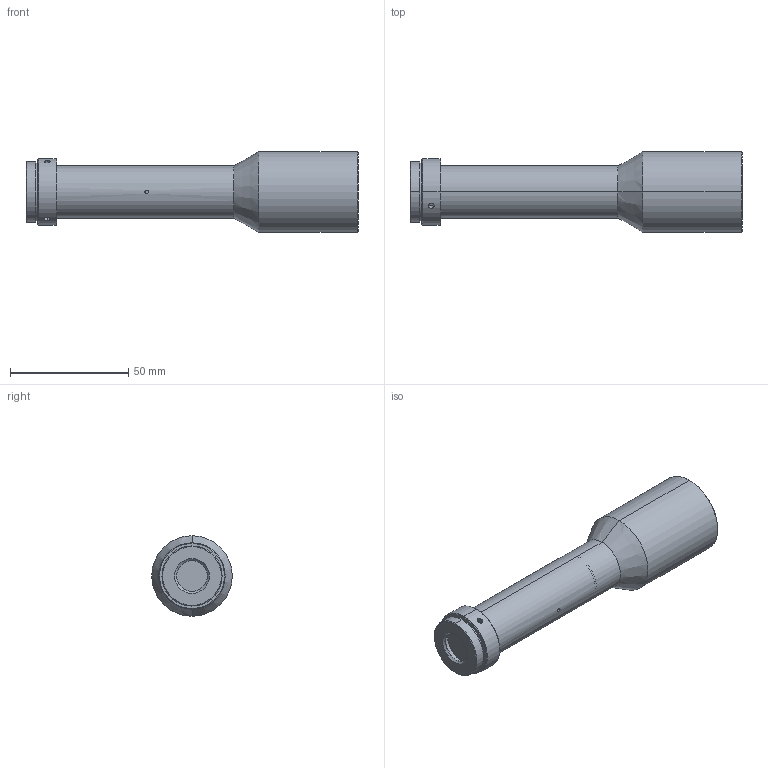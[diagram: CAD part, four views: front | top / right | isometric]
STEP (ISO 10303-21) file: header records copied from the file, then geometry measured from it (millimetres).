
FILE_DESCRIPTION (( 'STEP AP203' ), '1' );
FILE_NAME ('WWH05-110AT.STEP', '2019-12-03T02:56:58', ( 'Windows 蚚誧' ), ( '' ), 'SwSTEP 2.0', 'SolidWorks 2017', '' );
FILE_SCHEMA (( 'CONFIG_CONTROL_DESIGN' ));
Length unit declared in the file: millimetre
Products named in the file (1): WWH05-110AT
Bounding box: 140.16 x 34 x 34 mm (x, y, z)
Volume: 78770.4 mm3; surface area: 14680.6 mm2
Topology: 5 solids, 5 shells, 75 faces, 154 edges, 96 vertices
Faces by surface type: cylinder 39, cone 19, plane 13, bspline 4
Entity records: 2387 total; most frequent: CARTESIAN_POINT 708, DIRECTION 354, ORIENTED_EDGE 308, EDGE_CURVE 154, AXIS2_PLACEMENT_3D 150, VERTEX_POINT 96, EDGE_LOOP 90, CIRCLE 78
